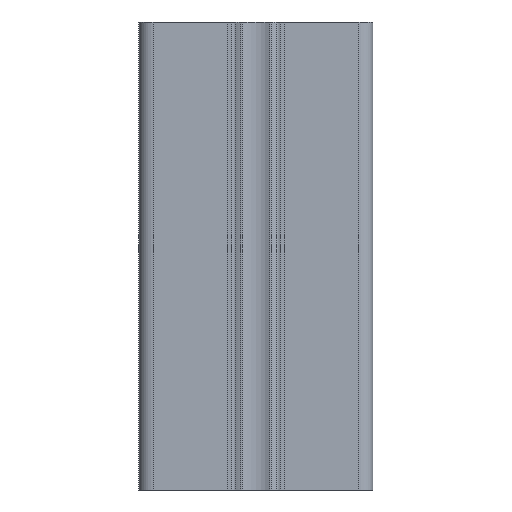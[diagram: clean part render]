
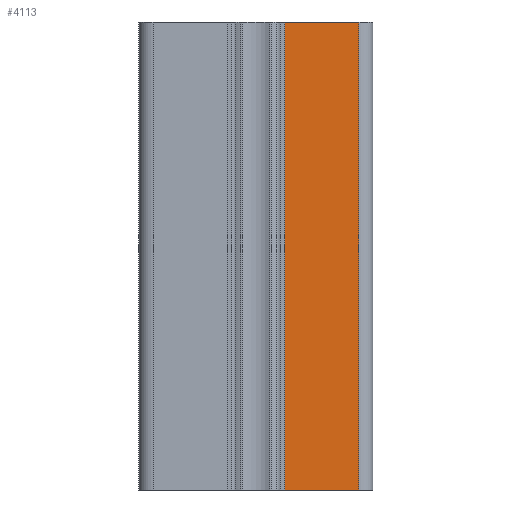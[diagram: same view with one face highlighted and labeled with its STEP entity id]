
A CAD part, front view. The second image highlights one B-rep face of the part: STEP entity #4113.
In plain terms, the highlighted planar face has unit normal (0, -1, 0).
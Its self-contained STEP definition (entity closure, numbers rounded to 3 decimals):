
#83=PLANE('',#4481);
#255=FACE_OUTER_BOUND('',#465,.T.);
#465=EDGE_LOOP('',(#3133,#3134,#3135,#3136));
#793=LINE('',#6688,#1185);
#794=LINE('',#6691,#1186);
#795=LINE('',#6693,#1187);
#796=LINE('',#6694,#1188);
#1185=VECTOR('',#5437,100.);
#1186=VECTOR('',#5440,15.85);
#1187=VECTOR('',#5441,15.85);
#1188=VECTOR('',#5442,100.);
#1837=VERTEX_POINT('',#6684);
#1838=VERTEX_POINT('',#6686);
#1839=VERTEX_POINT('',#6690);
#1840=VERTEX_POINT('',#6692);
#2381=EDGE_CURVE('',#1837,#1838,#793,.T.);
#2382=EDGE_CURVE('',#1839,#1837,#794,.T.);
#2383=EDGE_CURVE('',#1840,#1838,#795,.T.);
#2384=EDGE_CURVE('',#1839,#1840,#796,.T.);
#3133=ORIENTED_EDGE('',*,*,#2382,.T.);
#3134=ORIENTED_EDGE('',*,*,#2381,.T.);
#3135=ORIENTED_EDGE('',*,*,#2383,.F.);
#3136=ORIENTED_EDGE('',*,*,#2384,.F.);
#4113=ADVANCED_FACE('',(#255),#83,.T.);
#4481=AXIS2_PLACEMENT_3D('',#6689,#5438,#5439);
#5437=DIRECTION('',(0.,0.,1.));
#5438=DIRECTION('center_axis',(0.,-1.,0.));
#5439=DIRECTION('ref_axis',(1.,0.,0.));
#5440=DIRECTION('',(1.,0.,0.));
#5441=DIRECTION('',(1.,0.,0.));
#5442=DIRECTION('',(0.,0.,1.));
#6684=CARTESIAN_POINT('',(22.,-25.,0.));
#6686=CARTESIAN_POINT('',(22.,-25.,100.));
#6688=CARTESIAN_POINT('',(22.,-25.,0.));
#6689=CARTESIAN_POINT('Origin',(6.15,-25.,0.));
#6690=CARTESIAN_POINT('',(6.15,-25.,0.));
#6691=CARTESIAN_POINT('',(6.15,-25.,0.));
#6692=CARTESIAN_POINT('',(6.15,-25.,100.));
#6693=CARTESIAN_POINT('',(6.15,-25.,100.));
#6694=CARTESIAN_POINT('',(6.15,-25.,0.));
